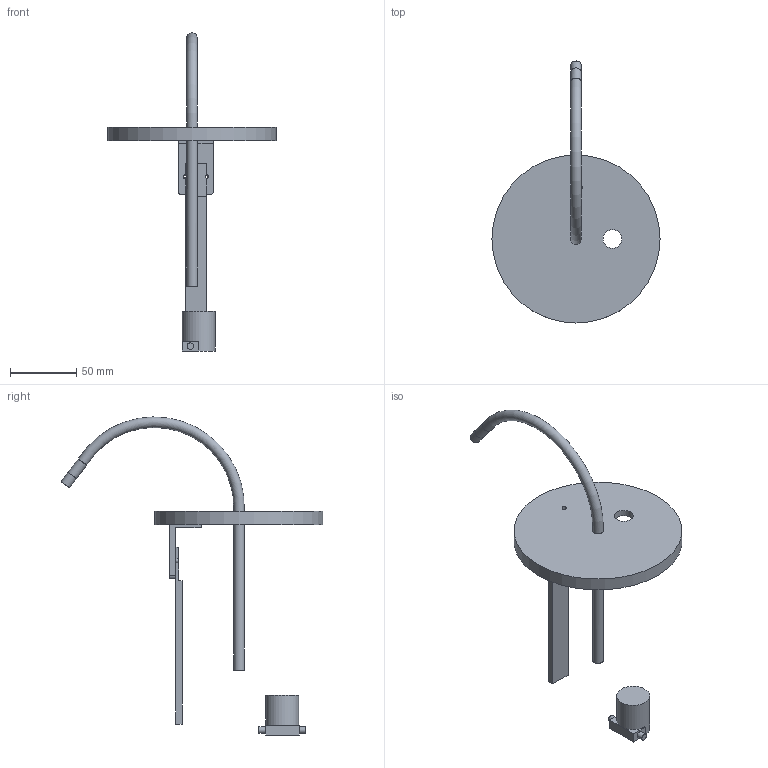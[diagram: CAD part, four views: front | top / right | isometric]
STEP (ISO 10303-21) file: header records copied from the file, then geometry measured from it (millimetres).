
FILE_DESCRIPTION(/* description */ (''),/* implementation_level */ '2;1');
FILE_NAME(/* name */ '7de168fe-7e2f-4104-aaee-ad3c82b1605b.stp',/* time_stamp */ '2025-03-17T03:45:44Z',/* author */ (''),/* organization */ (''),/* preprocessor_version */ 'ST-DEVELOPER v20.1',/* originating_system */ 'Autodesk Translation Framework v14.4.0.0',/* authorisation */ '');
FILE_SCHEMA (('AUTOMOTIVE_DESIGN { 1 0 10303 214 3 1 1 }'));
Length unit declared in the file: millimetre
Products named in the file (1): drink dispenser
Bounding box: 127 x 198 x 240.44 mm (x, y, z)
Volume: 111391.5 mm3; surface area: 58360.6 mm2
Topology: 5 solids, 5 shells, 65 faces, 157 edges, 104 vertices
Faces by surface type: plane 36, cylinder 27, torus 2
Full cylindrical faces by diameter (mm): 2.2 x2, 2.5 x2, 3.5 x2, 5 x2, 6 x3, 8 x3, 14.142 x1, 25 x1, 117 x1, 127 x1
Entity records: 2079 total; most frequent: CARTESIAN_POINT 419, DIRECTION 351, ORIENTED_EDGE 314, EDGE_CURVE 157, AXIS2_PLACEMENT_3D 132, VERTEX_POINT 104, LINE 87, VECTOR 87
